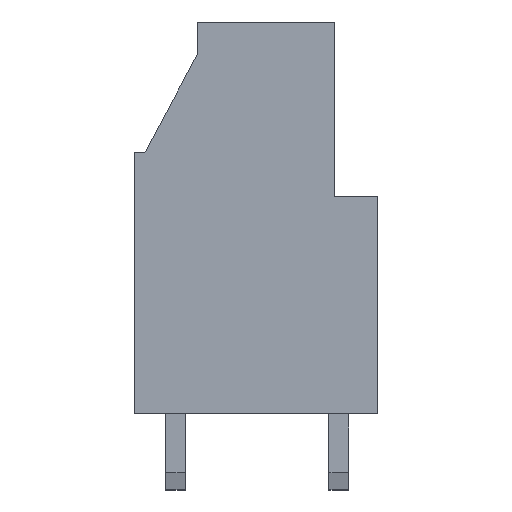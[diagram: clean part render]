
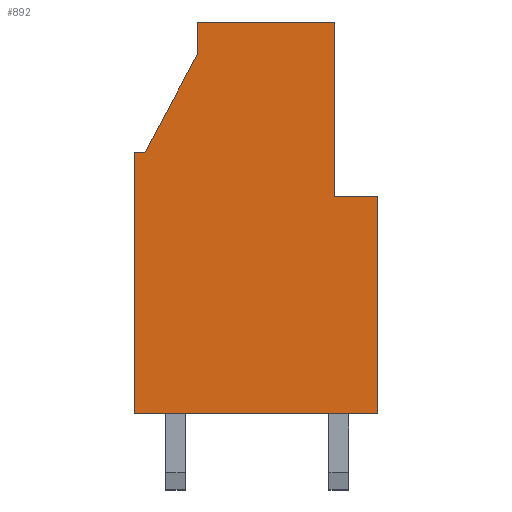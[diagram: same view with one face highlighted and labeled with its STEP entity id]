
A CAD part, front view. The second image highlights one B-rep face of the part: STEP entity #892.
In plain terms, the highlighted planar face has unit normal (0, -1, 0).
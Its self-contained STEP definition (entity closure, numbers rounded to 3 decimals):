
#892 = ADVANCED_FACE( '', ( #1885 ), #1886, .F. );
#1885 = FACE_OUTER_BOUND( '', #2970, .T. );
#1886 = PLANE( '', #2971 );
#2970 = EDGE_LOOP( '', ( #5516, #5517, #5518, #5519, #5520, #5521, #5522, #5523, #5524 ) );
#2971 = AXIS2_PLACEMENT_3D( '', #5525, #5526, #5527 );
#5516 = ORIENTED_EDGE( '', *, *, #7662, .F. );
#5517 = ORIENTED_EDGE( '', *, *, #6840, .T. );
#5518 = ORIENTED_EDGE( '', *, *, #7663, .F. );
#5519 = ORIENTED_EDGE( '', *, *, #7448, .F. );
#5520 = ORIENTED_EDGE( '', *, *, #7140, .F. );
#5521 = ORIENTED_EDGE( '', *, *, #6597, .T. );
#5522 = ORIENTED_EDGE( '', *, *, #7664, .T. );
#5523 = ORIENTED_EDGE( '', *, *, #7350, .T. );
#5524 = ORIENTED_EDGE( '', *, *, #7599, .F. );
#5525 = CARTESIAN_POINT( '', ( 12.134, -2.54, 19.8 ) );
#5526 = DIRECTION( '', ( 0., 1., 0. ) );
#5527 = DIRECTION( '', ( -1., 0., 0. ) );
#6597 = EDGE_CURVE( '', #7889, #7887, #7890, .T. );
#6840 = EDGE_CURVE( '', #8316, #8317, #8318, .T. );
#7140 = EDGE_CURVE( '', #7889, #8815, #8816, .T. );
#7350 = EDGE_CURVE( '', #9135, #9137, #9139, .T. );
#7448 = EDGE_CURVE( '', #8815, #9277, #9278, .T. );
#7599 = EDGE_CURVE( '', #9470, #9137, #9472, .T. );
#7662 = EDGE_CURVE( '', #8316, #9470, #9547, .T. );
#7663 = EDGE_CURVE( '', #9277, #8317, #9548, .T. );
#7664 = EDGE_CURVE( '', #7887, #9135, #9549, .T. );
#7887 = VERTEX_POINT( '', #9805 );
#7889 = VERTEX_POINT( '', #9808 );
#7890 = LINE( '', #9809, #9810 );
#8316 = VERTEX_POINT( '', #10431 );
#8317 = VERTEX_POINT( '', #10432 );
#8318 = LINE( '', #10433, #10434 );
#8815 = VERTEX_POINT( '', #11158 );
#8816 = LINE( '', #11159, #11160 );
#9135 = VERTEX_POINT( '', #11626 );
#9137 = VERTEX_POINT( '', #11629 );
#9139 = LINE( '', #11632, #11633 );
#9277 = VERTEX_POINT( '', #11845 );
#9278 = LINE( '', #11846, #11847 );
#9470 = VERTEX_POINT( '', #12146 );
#9472 = LINE( '', #12149, #12150 );
#9547 = LINE( '', #12262, #12263 );
#9548 = LINE( '', #12264, #12265 );
#9549 = LINE( '', #12266, #12267 );
#9805 = CARTESIAN_POINT( '', ( 0., -2.54, 0. ) );
#9808 = CARTESIAN_POINT( '', ( 0., -2.54, 12. ) );
#9809 = CARTESIAN_POINT( '', ( 0., -2.54, -1. ) );
#9810 = VECTOR( '', #12603, 1000. );
#10431 = CARTESIAN_POINT( '', ( 9.2, -2.54, 18. ) );
#10432 = CARTESIAN_POINT( '', ( 2.9, -2.54, 18. ) );
#10433 = CARTESIAN_POINT( '', ( 5.35, -2.54, 18. ) );
#10434 = VECTOR( '', #12817, 1000. );
#11158 = CARTESIAN_POINT( '', ( 0.5, -2.54, 12. ) );
#11159 = CARTESIAN_POINT( '', ( 5.35, -2.54, 12. ) );
#11160 = VECTOR( '', #13090, 1000. );
#11626 = CARTESIAN_POINT( '', ( 11.2, -2.54, 0. ) );
#11629 = CARTESIAN_POINT( '', ( 11.2, -2.54, 10. ) );
#11632 = CARTESIAN_POINT( '', ( 11.2, -2.54, -1. ) );
#11633 = VECTOR( '', #13282, 1000. );
#11845 = CARTESIAN_POINT( '', ( 2.9, -2.54, 16.5 ) );
#11846 = CARTESIAN_POINT( '', ( -6.433, -2.54, -1. ) );
#11847 = VECTOR( '', #13357, 1000. );
#12146 = CARTESIAN_POINT( '', ( 9.2, -2.54, 10. ) );
#12149 = CARTESIAN_POINT( '', ( 9.038, -2.54, 10. ) );
#12150 = VECTOR( '', #13478, 1000. );
#12262 = CARTESIAN_POINT( '', ( 9.2, -2.54, 18. ) );
#12263 = VECTOR( '', #13516, 1000. );
#12264 = CARTESIAN_POINT( '', ( 2.9, -2.54, -1. ) );
#12265 = VECTOR( '', #13517, 1000. );
#12266 = CARTESIAN_POINT( '', ( 5.35, -2.54, 0. ) );
#12267 = VECTOR( '', #13518, 1000. );
#12603 = DIRECTION( '', ( 0., 0., -1. ) );
#12817 = DIRECTION( '', ( -1., 0., 0. ) );
#13090 = DIRECTION( '', ( 1., 0., 0. ) );
#13282 = DIRECTION( '', ( 0., 0., 1. ) );
#13357 = DIRECTION( '', ( 0.471, 0., 0.882 ) );
#13478 = DIRECTION( '', ( 1., 0., 0. ) );
#13516 = DIRECTION( '', ( 0., 0., -1. ) );
#13517 = DIRECTION( '', ( 0., 0., 1. ) );
#13518 = DIRECTION( '', ( 1., 0., 0. ) );
